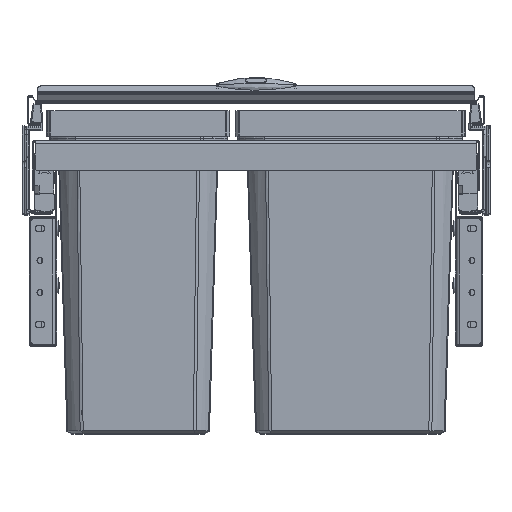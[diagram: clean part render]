
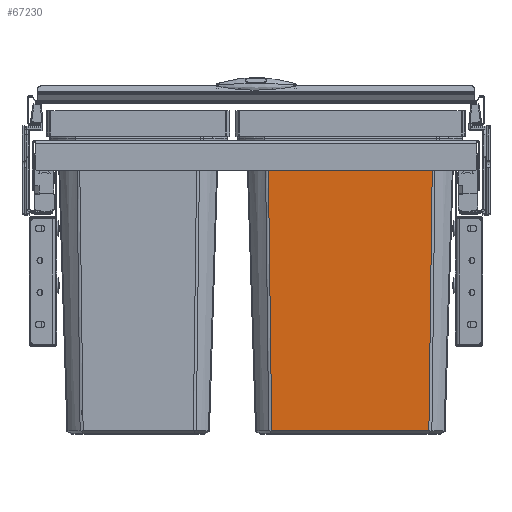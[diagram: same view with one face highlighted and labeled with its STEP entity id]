
A CAD part, top view. The second image highlights one B-rep face of the part: STEP entity #67230.
In plain terms, the highlighted planar face has unit normal (0, -0.031, 1).
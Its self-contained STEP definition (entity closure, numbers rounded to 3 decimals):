
#13089=EDGE_CURVE('9833',#35049,#35046,#35050,.T.);
#13141=EDGE_CURVE('9781',#35046,#35117,#35120,.T.);
#13143=EDGE_CURVE('9817',#35122,#35117,#35123,.T.);
#13145=EDGE_CURVE('9786',#35049,#35122,#35125,.T.);
#35046=VERTEX_POINT('',#66439);
#35049=VERTEX_POINT('',#66450);
#35050=LINE('',#66451,#66452);
#35117=VERTEX_POINT('',#66644);
#35120=B_SPLINE_CURVE_WITH_KNOTS('',3,(#66653,#66654,#66655,#66656,#66657,#66658),.UNSPECIFIED.,.F.,.F.,(4,1,1,4),(0.0,0.333,0.667,1.0),.UNSPECIFIED.);
#35122=VERTEX_POINT('',#66661);
#35123=LINE('',#66662,#66663);
#35125=B_SPLINE_CURVE_WITH_KNOTS('',3,(#66666,#66667,#66668,#66669,#66670,#66671),.UNSPECIFIED.,.F.,.F.,(4,1,1,4),(0.0,0.333,0.667,1.0),.UNSPECIFIED.);
#66439=CARTESIAN_POINT('',(11.871,9.8,-11.429));
#66450=CARTESIAN_POINT('',(176.729,9.8,-11.429));
#66451=CARTESIAN_POINT('',(176.729,9.8,-11.429));
#66452=VECTOR('',#114932,164.857);
#66644=CARTESIAN_POINT('',(15.72,-290.329,-20.784));
#66653=CARTESIAN_POINT('',(11.871,9.8,-11.429));
#66654=CARTESIAN_POINT('',(12.317,-25.284,-12.522));
#66655=CARTESIAN_POINT('',(13.196,-94.295,-14.673));
#66656=CARTESIAN_POINT('',(14.478,-194.335,-17.792));
#66657=CARTESIAN_POINT('',(15.309,-258.716,-19.799));
#66658=CARTESIAN_POINT('',(15.72,-290.329,-20.784));
#66661=CARTESIAN_POINT('',(172.88,-290.329,-20.784));
#66662=CARTESIAN_POINT('',(172.88,-290.329,-20.784));
#66663=VECTOR('',#114944,157.161);
#66666=CARTESIAN_POINT('',(176.729,9.8,-11.429));
#66667=CARTESIAN_POINT('',(176.283,-25.284,-12.522));
#66668=CARTESIAN_POINT('',(175.404,-94.295,-14.673));
#66669=CARTESIAN_POINT('',(174.122,-194.335,-17.792));
#66670=CARTESIAN_POINT('',(173.291,-258.716,-19.799));
#66671=CARTESIAN_POINT('',(172.88,-290.329,-20.784));
#67230=ADVANCED_FACE('7138',(#115306),#115307,.T.);
#114932=DIRECTION('',(-1.0,0.0,0.0));
#114944=DIRECTION('',(-1.0,0.0,0.0));
#115306=FACE_OUTER_BOUND('',#145095,.T.);
#115307=PLANE('',#145096);
#145095=EDGE_LOOP('',(#160266,#160267,#160268,#160269));
#145096=AXIS2_PLACEMENT_3D('',#160270,#160271,#160272);
#160266=ORIENTED_EDGE('',*,*,#13143,.F.);
#160267=ORIENTED_EDGE('',*,*,#13145,.F.);
#160268=ORIENTED_EDGE('',*,*,#13089,.T.);
#160269=ORIENTED_EDGE('',*,*,#13141,.T.);
#160270=CARTESIAN_POINT('',(94.3,-130.469,-15.801));
#160271=DIRECTION('',(0.0,-0.031,1.));
#160272=DIRECTION('',(1.0,0.0,0.0));
